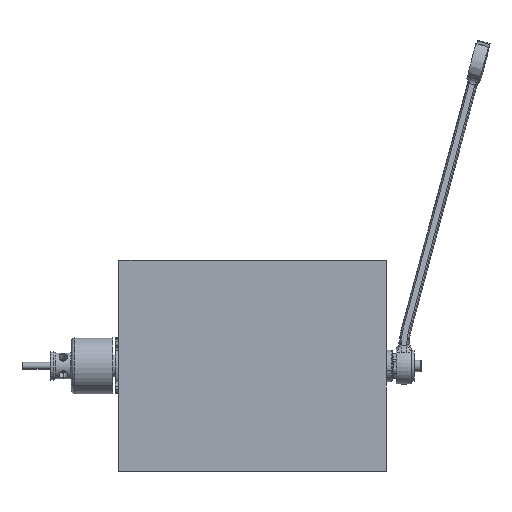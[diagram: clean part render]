
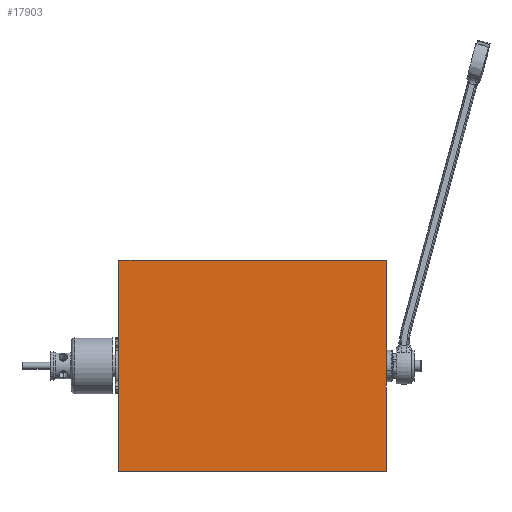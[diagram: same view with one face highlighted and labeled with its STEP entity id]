
A CAD part, left-side view. The second image highlights one B-rep face of the part: STEP entity #17903.
In plain terms, the highlighted face is planar.
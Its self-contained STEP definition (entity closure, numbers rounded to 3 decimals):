
#354 = CARTESIAN_POINT ( 'NONE',  ( -190., 0., -150. ) ) ;
#546 = DIRECTION ( 'NONE',  ( 0., 1., 0. ) ) ;
#638 = DIRECTION ( 'NONE',  ( 1., 0., 0. ) ) ;
#1036 = CARTESIAN_POINT ( 'NONE',  ( 190., 0., -150. ) ) ;
#1880 = DIRECTION ( 'NONE',  ( -1., 0., 0. ) ) ;
#2457 = LINE ( 'NONE', #13726, #15610 ) ;
#4530 = LINE ( 'NONE', #354, #17730 ) ;
#6011 = CARTESIAN_POINT ( 'NONE',  ( -190., 0., -150. ) ) ;
#7096 = CARTESIAN_POINT ( 'NONE',  ( 190., 0., 150. ) ) ;
#7298 = AXIS2_PLACEMENT_3D ( 'NONE', #16293, #546, #18958 ) ;
#9147 = CARTESIAN_POINT ( 'NONE',  ( 190., 0., -150. ) ) ;
#10185 = VECTOR ( 'NONE', #14465, 1000. ) ;
#10384 = EDGE_LOOP ( 'NONE', ( #26764, #12636, #12099, #11618 ) ) ;
#11618 = ORIENTED_EDGE ( 'NONE', *, *, #23047, .F. ) ;
#12099 = ORIENTED_EDGE ( 'NONE', *, *, #17454, .F. ) ;
#12636 = ORIENTED_EDGE ( 'NONE', *, *, #32376, .F. ) ;
#13726 = CARTESIAN_POINT ( 'NONE',  ( -190., 0., 150. ) ) ;
#14465 = DIRECTION ( 'NONE',  ( 0., 0., -1. ) ) ;
#15610 = VECTOR ( 'NONE', #638, 1000. ) ;
#16293 = CARTESIAN_POINT ( 'NONE',  ( 0., 0., 0. ) ) ;
#17202 = LINE ( 'NONE', #9147, #10185 ) ;
#17454 = EDGE_CURVE ( 'NONE', #29191, #22031, #17202, .T. ) ;
#17730 = VECTOR ( 'NONE', #29341, 1000. ) ;
#17903 = ADVANCED_FACE ( 'NONE', ( #28296 ), #32047, .F. ) ;
#18958 = DIRECTION ( 'NONE',  ( 0., 0., 1. ) ) ;
#21858 = EDGE_CURVE ( 'NONE', #26742, #26413, #4530, .T. ) ;
#22031 = VERTEX_POINT ( 'NONE', #1036 ) ;
#23047 = EDGE_CURVE ( 'NONE', #26413, #29191, #2457, .T. ) ;
#24035 = VECTOR ( 'NONE', #1880, 1000. ) ;
#26413 = VERTEX_POINT ( 'NONE', #30823 ) ;
#26742 = VERTEX_POINT ( 'NONE', #6011 ) ;
#26764 = ORIENTED_EDGE ( 'NONE', *, *, #21858, .F. ) ;
#28086 = CARTESIAN_POINT ( 'NONE',  ( -190., 0., -150. ) ) ;
#28296 = FACE_OUTER_BOUND ( 'NONE', #10384, .T. ) ;
#29191 = VERTEX_POINT ( 'NONE', #7096 ) ;
#29341 = DIRECTION ( 'NONE',  ( 0., 0., 1. ) ) ;
#30823 = CARTESIAN_POINT ( 'NONE',  ( -190., 0., 150. ) ) ;
#31005 = LINE ( 'NONE', #28086, #24035 ) ;
#32047 = PLANE ( 'NONE',  #7298 ) ;
#32376 = EDGE_CURVE ( 'NONE', #22031, #26742, #31005, .T. ) ;
